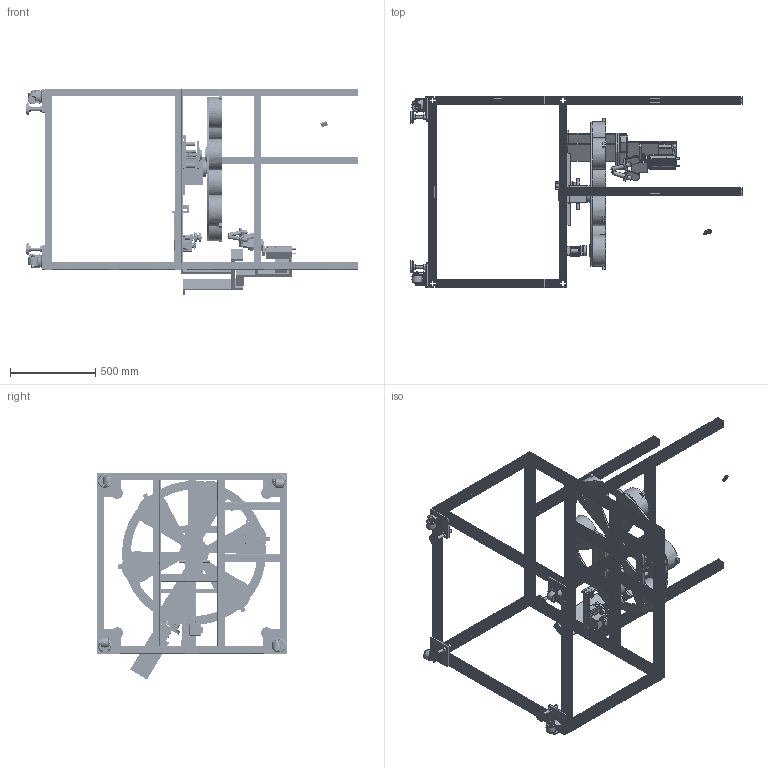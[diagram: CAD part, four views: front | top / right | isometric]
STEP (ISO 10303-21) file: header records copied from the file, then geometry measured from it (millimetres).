
FILE_DESCRIPTION(('FreeCAD Model'),'2;1');
FILE_NAME('Open CASCADE Shape Model','2025-05-01T04:21:53',('FreeCAD'),( 'FreeCAD'),'Open CASCADE STEP processor 7.6','FreeCAD','Unknown');
FILE_SCHEMA(('AUTOMOTIVE_DESIGN { 1 0 10303 214 1 1 1 1 }'));
Products named in the file (1): Open CASCADE STEP translator 7.6 1
Bounding box: 1947.86 x 1118.93 x 1213.51 mm (x, y, z)
Volume: 39509179.7 mm3; surface area: 14338611 mm2
Topology: 120 solids, 122 shells, 6165 faces, 16169 edges, 10557 vertices
Faces by surface type: bspline 6165
Entity records: 190729 total; most frequent: CARTESIAN_POINT 95843, ORIENTED_EDGE 32258, EDGE_CURVE 16129, B_SPLINE_CURVE_WITH_KNOTS 11178, VERTEX_POINT 10551, FACE_BOUND 7280, EDGE_LOOP 7280, ADVANCED_FACE 6165
